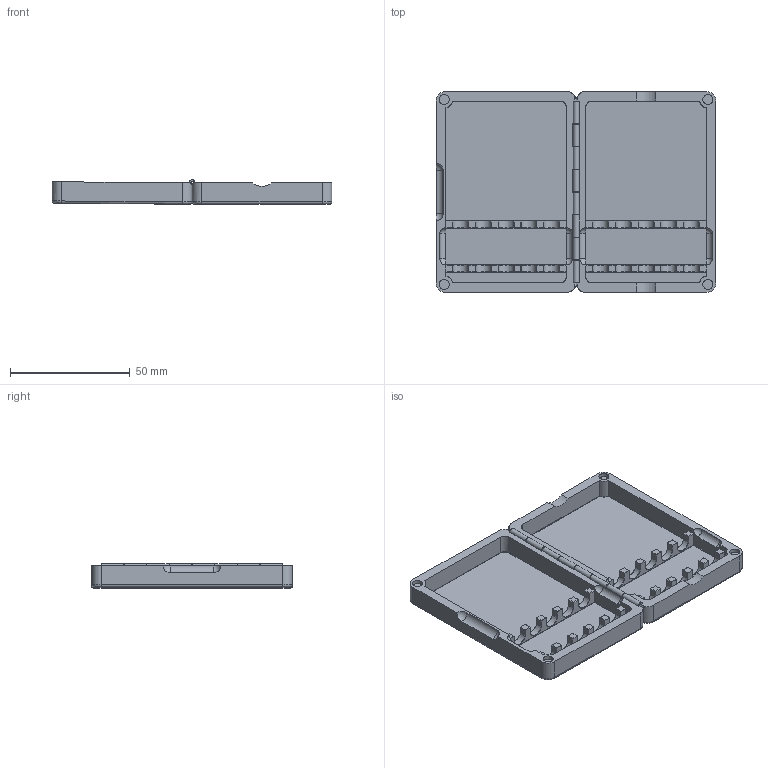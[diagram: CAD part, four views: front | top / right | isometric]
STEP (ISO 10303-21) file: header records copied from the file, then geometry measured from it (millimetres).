
FILE_DESCRIPTION(/* description */ (''),/* implementation_level */ '2;1');
FILE_NAME(/* name */ 'Reed Case v3.step',/* time_stamp */ '2025-11-06T21:02:37-05:00',/* author */ (''),/* organization */ (''),/* preprocessor_version */ 'ST-DEVELOPER v20.1',/* originating_system */ 'Autodesk Translation Framework v14.17.0.0',/* authorisation */ '');
FILE_SCHEMA (('AUTOMOTIVE_DESIGN { 1 0 10303 214 3 1 1 }'));
Length unit declared in the file: millimetre
Products named in the file (3): Reed Case; Component2; Component3
Assembly tree (2 placements, depth 2):
  Reed Case
    Component2
    Component3
Bounding box: 117.05 x 84 x 10.25 mm (x, y, z)
Volume: 28144.3 mm3; surface area: 30273.6 mm2
Topology: 2 solids, 2 shells, 592 faces, 1303 edges, 718 vertices
Faces by surface type: plane 445, cylinder 71, cone 48, bspline 10, sphere 10, torus 8
Full cylindrical faces by diameter (mm): 4.2 x4
Entity records: 15890 total; most frequent: CARTESIAN_POINT 3072, DIRECTION 2621, ORIENTED_EDGE 2606, EDGE_CURVE 1303, LINE 971, VECTOR 971, AXIS2_PLACEMENT_3D 825, VERTEX_POINT 718
